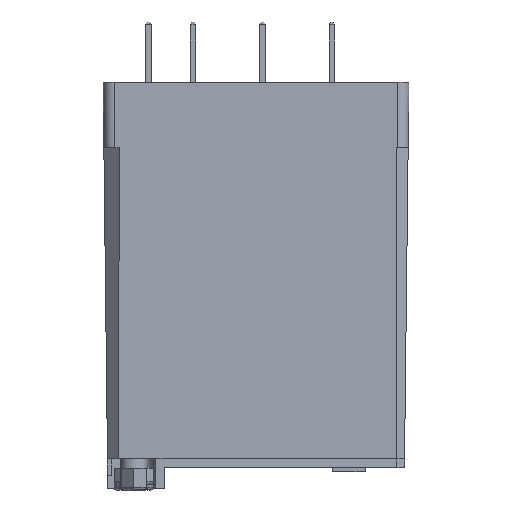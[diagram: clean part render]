
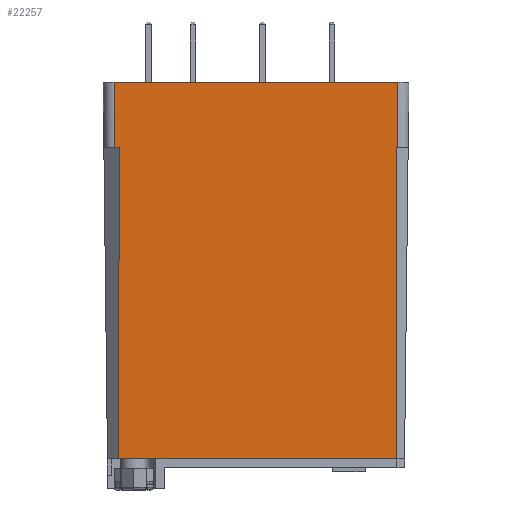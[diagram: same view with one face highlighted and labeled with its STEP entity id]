
A CAD part, left-side view. The second image highlights one B-rep face of the part: STEP entity #22257.
In plain terms, the highlighted face is planar.
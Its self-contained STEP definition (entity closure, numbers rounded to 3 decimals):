
#50 = CARTESIAN_POINT ( 'NONE',  ( -12.501, -28.498, -10.254 ) ) ;
#175 = CARTESIAN_POINT ( 'NONE',  ( 13., -34.5, -10.35 ) ) ;
#575 = LINE ( 'NONE', #34887, #31764 ) ;
#625 = DIRECTION ( 'NONE',  ( -1., 0., 0. ) ) ;
#796 = ORIENTED_EDGE ( 'NONE', *, *, #38884, .F. ) ;
#990 = ORIENTED_EDGE ( 'NONE', *, *, #35309, .T. ) ;
#2401 = DIRECTION ( 'NONE',  ( -1., 0., 0. ) ) ;
#3218 = CARTESIAN_POINT ( 'NONE',  ( -12.597, 0.302, -9.795 ) ) ;
#3267 = VECTOR ( 'NONE', #10874, 1000. ) ;
#3723 = ORIENTED_EDGE ( 'NONE', *, *, #3741, .F. ) ;
#3741 = EDGE_CURVE ( 'NONE', #28599, #3903, #37631, .T. ) ;
#3903 = VERTEX_POINT ( 'NONE', #14793 ) ;
#3985 = VECTOR ( 'NONE', #17999, 1000. ) ;
#4843 = DIRECTION ( 'NONE',  ( 0., 1., 0.016 ) ) ;
#5497 = VECTOR ( 'NONE', #2401, 1000. ) ;
#5778 = CARTESIAN_POINT ( 'NONE',  ( -12.931, -28.498, -10.254 ) ) ;
#6229 = VERTEX_POINT ( 'NONE', #5778 ) ;
#6324 = DIRECTION ( 'NONE',  ( 0.004, -1., -0.016 ) ) ;
#6617 = LINE ( 'NONE', #10068, #21730 ) ;
#6753 = VERTEX_POINT ( 'NONE', #32534 ) ;
#6967 = VERTEX_POINT ( 'NONE', #21670 ) ;
#7514 = CARTESIAN_POINT ( 'NONE',  ( -8.4, 0., -9.8 ) ) ;
#7983 = CARTESIAN_POINT ( 'NONE',  ( -8.4, 0., -9.8 ) ) ;
#7995 = ORIENTED_EDGE ( 'NONE', *, *, #16896, .T. ) ;
#8208 = VERTEX_POINT ( 'NONE', #50 ) ;
#8560 = LINE ( 'NONE', #13444, #15653 ) ;
#9468 = LINE ( 'NONE', #14775, #16597 ) ;
#10068 = CARTESIAN_POINT ( 'NONE',  ( 12.9, -28.483, -10.254 ) ) ;
#10252 = CARTESIAN_POINT ( 'NONE',  ( -9.2, 0., -9.8 ) ) ;
#10874 = DIRECTION ( 'NONE',  ( -1., 0., 0. ) ) ;
#11859 = VECTOR ( 'NONE', #11875, 1000. ) ;
#11875 = DIRECTION ( 'NONE',  ( -1., 0., 0. ) ) ;
#12514 = ORIENTED_EDGE ( 'NONE', *, *, #16211, .F. ) ;
#13265 = CARTESIAN_POINT ( 'NONE',  ( 0., 0.156, -9.798 ) ) ;
#13444 = CARTESIAN_POINT ( 'NONE',  ( 12.9, 0., -9.8 ) ) ;
#13517 = CARTESIAN_POINT ( 'NONE',  ( 12.597, 0.302, -9.795 ) ) ;
#13725 = DIRECTION ( 'NONE',  ( -1., 0., 0. ) ) ;
#13746 = LINE ( 'NONE', #18743, #11859 ) ;
#14200 = ORIENTED_EDGE ( 'NONE', *, *, #17069, .F. ) ;
#14588 = VECTOR ( 'NONE', #21681, 1000. ) ;
#14775 = CARTESIAN_POINT ( 'NONE',  ( -12.618, 0.105, -9.798 ) ) ;
#14793 = CARTESIAN_POINT ( 'NONE',  ( -12.617, 0., -9.8 ) ) ;
#15193 = ORIENTED_EDGE ( 'NONE', *, *, #24901, .F. ) ;
#15653 = VECTOR ( 'NONE', #25625, 1000. ) ;
#16211 = EDGE_CURVE ( 'NONE', #25776, #28599, #575, .T. ) ;
#16597 = VECTOR ( 'NONE', #6324, 1000. ) ;
#16702 = DIRECTION ( 'NONE',  ( 0., 0.016, -1. ) ) ;
#16896 = EDGE_CURVE ( 'NONE', #37100, #6753, #13746, .T. ) ;
#17069 = EDGE_CURVE ( 'NONE', #34391, #22939, #8560, .T. ) ;
#17999 = DIRECTION ( 'NONE',  ( -1., 0., 0. ) ) ;
#18743 = CARTESIAN_POINT ( 'NONE',  ( -14., -34.5, -10.35 ) ) ;
#19067 = LINE ( 'NONE', #29273, #3985 ) ;
#19777 = LINE ( 'NONE', #7983, #3267 ) ;
#21100 = LINE ( 'NONE', #13517, #32446 ) ;
#21432 = EDGE_CURVE ( 'NONE', #6967, #37100, #21100, .T. ) ;
#21670 = CARTESIAN_POINT ( 'NONE',  ( 12.93, -28.483, -10.254 ) ) ;
#21681 = DIRECTION ( 'NONE',  ( 0.012, 1., 0.016 ) ) ;
#21730 = VECTOR ( 'NONE', #625, 1000. ) ;
#22257 = ADVANCED_FACE ( 'NONE', ( #38976 ), #31415, .T. ) ;
#22332 = ORIENTED_EDGE ( 'NONE', *, *, #31633, .F. ) ;
#22939 = VERTEX_POINT ( 'NONE', #23634 ) ;
#23634 = CARTESIAN_POINT ( 'NONE',  ( 12.9, 0., -9.8 ) ) ;
#24534 = AXIS2_PLACEMENT_3D ( 'NONE', #13265, #16702, #4843 ) ;
#24901 = EDGE_CURVE ( 'NONE', #6967, #34391, #6617, .T. ) ;
#25346 = CARTESIAN_POINT ( 'NONE',  ( 12.9, -28.483, -10.254 ) ) ;
#25484 = LINE ( 'NONE', #3218, #14588 ) ;
#25625 = DIRECTION ( 'NONE',  ( 0., 1., 0.016 ) ) ;
#25776 = VERTEX_POINT ( 'NONE', #7514 ) ;
#25824 = DIRECTION ( 'NONE',  ( 0.012, -1., -0.016 ) ) ;
#26363 = EDGE_CURVE ( 'NONE', #22939, #25776, #19777, .T. ) ;
#28599 = VERTEX_POINT ( 'NONE', #10252 ) ;
#28957 = ORIENTED_EDGE ( 'NONE', *, *, #21432, .T. ) ;
#29273 = CARTESIAN_POINT ( 'NONE',  ( 0., -28.498, -10.254 ) ) ;
#29765 = ORIENTED_EDGE ( 'NONE', *, *, #26363, .F. ) ;
#30028 = EDGE_LOOP ( 'NONE', ( #7995, #990, #796, #22332, #3723, #12514, #29765, #14200, #15193, #28957 ) ) ;
#31415 = PLANE ( 'NONE',  #24534 ) ;
#31633 = EDGE_CURVE ( 'NONE', #3903, #8208, #9468, .T. ) ;
#31764 = VECTOR ( 'NONE', #13725, 1000. ) ;
#32446 = VECTOR ( 'NONE', #25824, 1000. ) ;
#32534 = CARTESIAN_POINT ( 'NONE',  ( -13., -34.5, -10.35 ) ) ;
#34391 = VERTEX_POINT ( 'NONE', #25346 ) ;
#34887 = CARTESIAN_POINT ( 'NONE',  ( -13.6, 0., -9.8 ) ) ;
#35309 = EDGE_CURVE ( 'NONE', #6753, #6229, #25484, .T. ) ;
#37100 = VERTEX_POINT ( 'NONE', #175 ) ;
#37631 = LINE ( 'NONE', #38557, #5497 ) ;
#38557 = CARTESIAN_POINT ( 'NONE',  ( -13.6, 0., -9.8 ) ) ;
#38884 = EDGE_CURVE ( 'NONE', #8208, #6229, #19067, .T. ) ;
#38976 = FACE_OUTER_BOUND ( 'NONE', #30028, .T. ) ;
